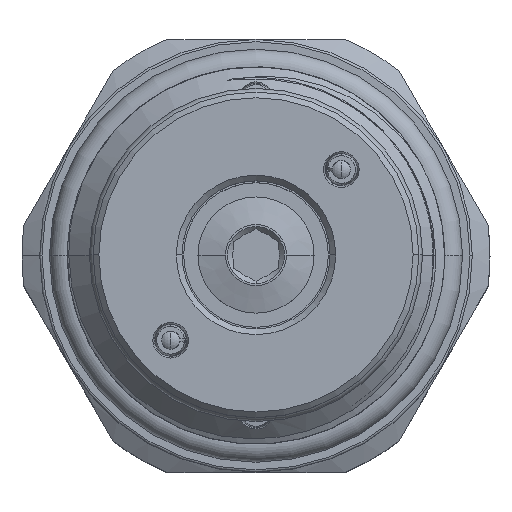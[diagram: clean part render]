
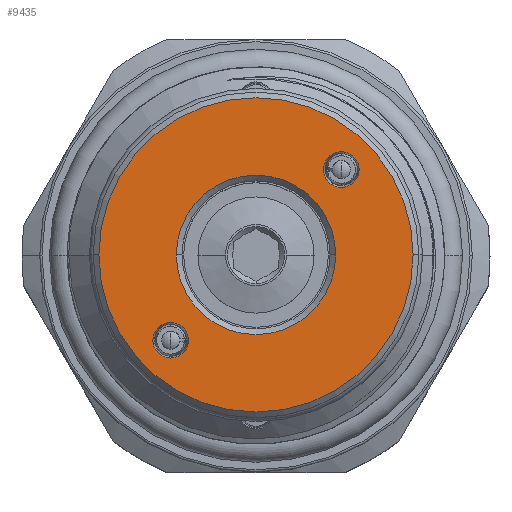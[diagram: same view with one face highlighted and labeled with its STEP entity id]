
A CAD part, top view. The second image highlights one B-rep face of the part: STEP entity #9435.
In plain terms, the highlighted planar face has unit normal (0, 0, 1).
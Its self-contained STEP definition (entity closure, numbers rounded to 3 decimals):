
#54 = AXIS2_PLACEMENT_3D ( 'NONE', #8117, #6860, #6916 ) ;
#109 = VERTEX_POINT ( 'NONE', #6495 ) ;
#239 = EDGE_CURVE ( 'NONE', #9597, #17167, #14467, .T. ) ;
#621 = AXIS2_PLACEMENT_3D ( 'NONE', #11119, #7192, #2755 ) ;
#663 = CARTESIAN_POINT ( 'NONE',  ( 0., 0., 0. ) ) ;
#792 = CARTESIAN_POINT ( 'NONE',  ( -7.495, -7.495, 0. ) ) ;
#880 = VERTEX_POINT ( 'NONE', #16652 ) ;
#1113 = ORIENTED_EDGE ( 'NONE', *, *, #1275, .T. ) ;
#1275 = EDGE_CURVE ( 'NONE', #12945, #9562, #16300, .T. ) ;
#2386 = FACE_BOUND ( 'NONE', #3630, .T. ) ;
#2423 = DIRECTION ( 'NONE',  ( 1., 0., 0. ) ) ;
#2581 = AXIS2_PLACEMENT_3D ( 'NONE', #663, #9394, #16394 ) ;
#2755 = DIRECTION ( 'NONE',  ( 1., 0., 0. ) ) ;
#2864 = CARTESIAN_POINT ( 'NONE',  ( 7., 0., 0. ) ) ;
#3214 = DIRECTION ( 'NONE',  ( 0., 0., -1. ) ) ;
#3295 = ORIENTED_EDGE ( 'NONE', *, *, #9304, .T. ) ;
#3486 = EDGE_CURVE ( 'NONE', #880, #10059, #3806, .T. ) ;
#3630 = EDGE_LOOP ( 'NONE', ( #3295, #6557 ) ) ;
#3761 = DIRECTION ( 'NONE',  ( -1., 0., 0. ) ) ;
#3792 = EDGE_CURVE ( 'NONE', #10059, #880, #18350, .T. ) ;
#3806 = CIRCLE ( 'NONE', #2581, 13.8 ) ;
#4538 = CARTESIAN_POINT ( 'NONE',  ( 9.056, 7.495, 0. ) ) ;
#4682 = DIRECTION ( 'NONE',  ( -1., 0., 0. ) ) ;
#5514 = AXIS2_PLACEMENT_3D ( 'NONE', #7796, #17838, #17052 ) ;
#5752 = CIRCLE ( 'NONE', #11603, 1.561 ) ;
#6374 = ORIENTED_EDGE ( 'NONE', *, *, #14547, .T. ) ;
#6495 = CARTESIAN_POINT ( 'NONE',  ( -5.935, -7.495, 0. ) ) ;
#6557 = ORIENTED_EDGE ( 'NONE', *, *, #11139, .T. ) ;
#6588 = DIRECTION ( 'NONE',  ( 0., 0., -1. ) ) ;
#6722 = EDGE_LOOP ( 'NONE', ( #16893, #6825 ) ) ;
#6825 = ORIENTED_EDGE ( 'NONE', *, *, #3486, .T. ) ;
#6860 = DIRECTION ( 'NONE',  ( 0., 0., -1. ) ) ;
#6916 = DIRECTION ( 'NONE',  ( 1., 0., 0. ) ) ;
#7106 = DIRECTION ( 'NONE',  ( 0., 0., -1. ) ) ;
#7163 = CARTESIAN_POINT ( 'NONE',  ( 0., 0., 0. ) ) ;
#7192 = DIRECTION ( 'NONE',  ( 0., 0., 1. ) ) ;
#7691 = CIRCLE ( 'NONE', #12564, 1.561 ) ;
#7796 = CARTESIAN_POINT ( 'NONE',  ( -7.495, -7.495, 0. ) ) ;
#7846 = FACE_BOUND ( 'NONE', #15876, .T. ) ;
#8117 = CARTESIAN_POINT ( 'NONE',  ( 0., 0., 0. ) ) ;
#8204 = AXIS2_PLACEMENT_3D ( 'NONE', #15281, #9492, #2423 ) ;
#8985 = CARTESIAN_POINT ( 'NONE',  ( -7., 0., 0. ) ) ;
#9173 = AXIS2_PLACEMENT_3D ( 'NONE', #15218, #12414, #3761 ) ;
#9304 = EDGE_CURVE ( 'NONE', #18554, #109, #15092, .T. ) ;
#9394 = DIRECTION ( 'NONE',  ( 0., 0., 1. ) ) ;
#9435 = ADVANCED_FACE ( 'NONE', ( #2386, #13495, #7846, #11010 ), #11433, .T. ) ;
#9492 = DIRECTION ( 'NONE',  ( 0., 0., 1. ) ) ;
#9562 = VERTEX_POINT ( 'NONE', #8985 ) ;
#9597 = VERTEX_POINT ( 'NONE', #4538 ) ;
#10059 = VERTEX_POINT ( 'NONE', #16599 ) ;
#10499 = EDGE_LOOP ( 'NONE', ( #10719, #11006 ) ) ;
#10719 = ORIENTED_EDGE ( 'NONE', *, *, #239, .T. ) ;
#10961 = DIRECTION ( 'NONE',  ( 1., 0., 0. ) ) ;
#11006 = ORIENTED_EDGE ( 'NONE', *, *, #11406, .T. ) ;
#11010 = FACE_OUTER_BOUND ( 'NONE', #6722, .T. ) ;
#11119 = CARTESIAN_POINT ( 'NONE',  ( 0., 0., 0. ) ) ;
#11139 = EDGE_CURVE ( 'NONE', #109, #18554, #5752, .T. ) ;
#11207 = CARTESIAN_POINT ( 'NONE',  ( 5.935, 7.495, 0. ) ) ;
#11406 = EDGE_CURVE ( 'NONE', #17167, #9597, #7691, .T. ) ;
#11433 = PLANE ( 'NONE',  #621 ) ;
#11603 = AXIS2_PLACEMENT_3D ( 'NONE', #792, #6588, #10961 ) ;
#12296 = AXIS2_PLACEMENT_3D ( 'NONE', #7163, #7106, #17236 ) ;
#12414 = DIRECTION ( 'NONE',  ( 0., 0., -1. ) ) ;
#12564 = AXIS2_PLACEMENT_3D ( 'NONE', #13344, #3214, #4682 ) ;
#12945 = VERTEX_POINT ( 'NONE', #2864 ) ;
#13344 = CARTESIAN_POINT ( 'NONE',  ( 7.495, 7.495, 0. ) ) ;
#13495 = FACE_BOUND ( 'NONE', #10499, .T. ) ;
#13527 = CARTESIAN_POINT ( 'NONE',  ( -9.056, -7.495, 0. ) ) ;
#14467 = CIRCLE ( 'NONE', #9173, 1.561 ) ;
#14547 = EDGE_CURVE ( 'NONE', #9562, #12945, #18260, .T. ) ;
#15092 = CIRCLE ( 'NONE', #5514, 1.561 ) ;
#15218 = CARTESIAN_POINT ( 'NONE',  ( 7.495, 7.495, 0. ) ) ;
#15281 = CARTESIAN_POINT ( 'NONE',  ( 0., 0., 0. ) ) ;
#15876 = EDGE_LOOP ( 'NONE', ( #1113, #6374 ) ) ;
#16300 = CIRCLE ( 'NONE', #12296, 7. ) ;
#16394 = DIRECTION ( 'NONE',  ( 1., 0., 0. ) ) ;
#16599 = CARTESIAN_POINT ( 'NONE',  ( -13.8, 0., 0. ) ) ;
#16652 = CARTESIAN_POINT ( 'NONE',  ( 13.8, 0., 0. ) ) ;
#16893 = ORIENTED_EDGE ( 'NONE', *, *, #3792, .T. ) ;
#17052 = DIRECTION ( 'NONE',  ( 1., 0., 0. ) ) ;
#17167 = VERTEX_POINT ( 'NONE', #11207 ) ;
#17236 = DIRECTION ( 'NONE',  ( 1., 0., 0. ) ) ;
#17838 = DIRECTION ( 'NONE',  ( 0., 0., -1. ) ) ;
#18260 = CIRCLE ( 'NONE', #54, 7. ) ;
#18350 = CIRCLE ( 'NONE', #8204, 13.8 ) ;
#18554 = VERTEX_POINT ( 'NONE', #13527 ) ;
